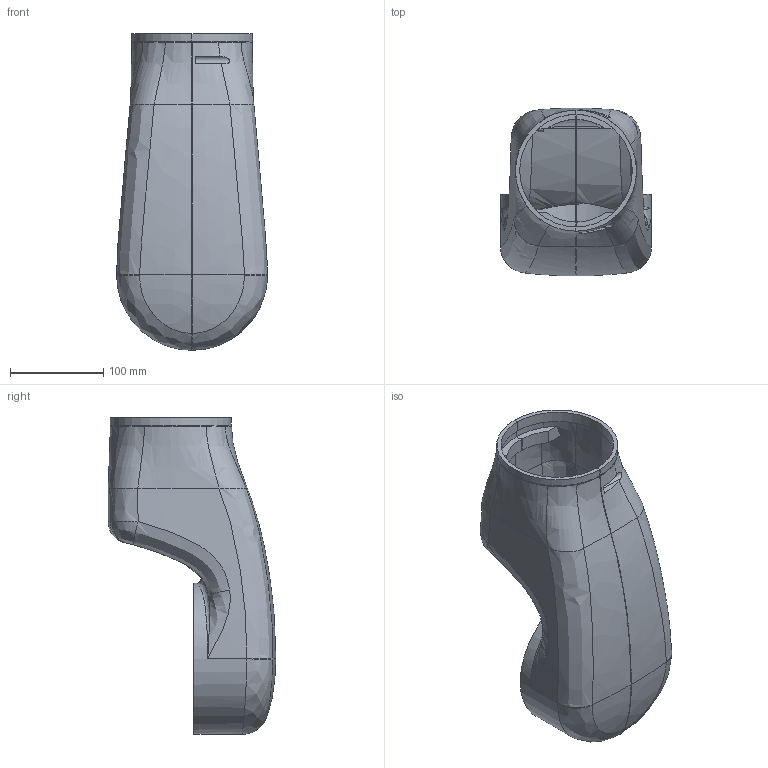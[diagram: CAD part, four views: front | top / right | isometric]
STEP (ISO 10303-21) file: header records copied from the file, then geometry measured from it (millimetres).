
FILE_DESCRIPTION(/* description */ (''),/* implementation_level */ '2;1');
FILE_NAME(/* name */ 'J2.stp',/* time_stamp */ '2020-11-10T15:46:04+08:00',/* author */ ('e10147'),/* organization */ (''),/* preprocessor_version */ 'ST-DEVELOPER v15.6',/* originating_system */ 'Autodesk Inventor 2015',/* authorisation */ '');
FILE_SCHEMA (('AUTOMOTIVE_DESIGN { 1 0 10303 214 3 1 1 }'));
Length unit declared in the file: millimetre
Products named in the file (10): ~~零件9; 2R-A; COVER-2A; ~~零件3; ~零件12; ~零件13; ~零件5; COVER-2B; J2; 
Bounding box: 162 x 179.93 x 340 mm (x, y, z)
Volume: 493407.3 mm3; surface area: 328952.5 mm2
Topology: 6 solids, 6 shells, 371 faces, 1055 edges, 699 vertices
Faces by surface type: plane 123, bspline 102, cylinder 101, torus 40, cone 5
Full cylindrical faces by diameter (mm): 2.5 x2, 3.2 x8, 10 x4
Entity records: 23358 total; most frequent: CARTESIAN_POINT 14315, ORIENTED_EDGE 2056, DIRECTION 1576, EDGE_CURVE 1028, VERTEX_POINT 692, AXIS2_PLACEMENT_3D 603, EDGE_LOOP 413, LINE 370
